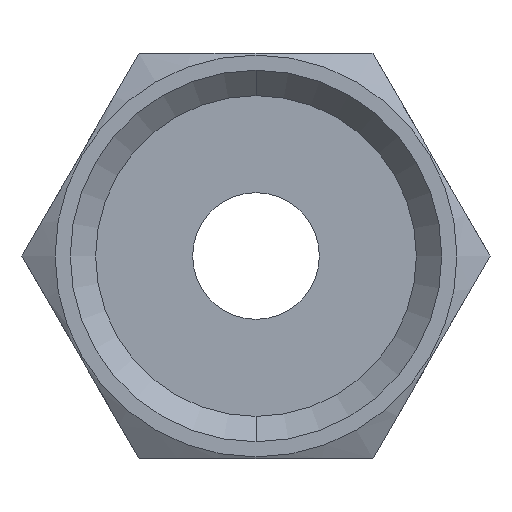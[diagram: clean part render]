
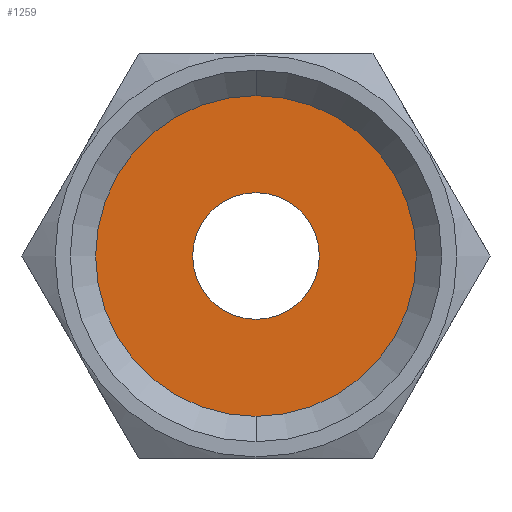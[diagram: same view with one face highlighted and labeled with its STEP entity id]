
A CAD part, front view. The second image highlights one B-rep face of the part: STEP entity #1259.
In plain terms, the highlighted planar face has unit normal (0, -1, 0).
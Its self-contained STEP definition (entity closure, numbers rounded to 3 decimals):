
#91 = CIRCLE ( 'NONE', #94, 9.5 ) ;
#94 = AXIS2_PLACEMENT_3D ( 'NONE', #306, #305, #304 ) ;
#124 = CIRCLE ( 'NONE', #136, 9.5 ) ;
#136 = AXIS2_PLACEMENT_3D ( 'NONE', #498, #497, #496 ) ;
#143 = CIRCLE ( 'NONE', #149, 3.75 ) ;
#149 = AXIS2_PLACEMENT_3D ( 'NONE', #693, #692, #691 ) ;
#173 = AXIS2_PLACEMENT_3D ( 'NONE', #642, #641, #639 ) ;
#176 = CIRCLE ( 'NONE', #178, 3.75 ) ;
#178 = AXIS2_PLACEMENT_3D ( 'NONE', #635, #634, #632 ) ;
#304 = DIRECTION ( 'NONE',  ( 0., 0., -1. ) ) ;
#305 = DIRECTION ( 'NONE',  ( 0., -1., 0. ) ) ;
#306 = CARTESIAN_POINT ( 'NONE',  ( 0., 14., 0. ) ) ;
#453 = CARTESIAN_POINT ( 'NONE',  ( 0., 14., -9.5 ) ) ;
#455 = CARTESIAN_POINT ( 'NONE',  ( 0., 14., -3.75 ) ) ;
#456 = CARTESIAN_POINT ( 'NONE',  ( 0., 14., 3.75 ) ) ;
#458 = CARTESIAN_POINT ( 'NONE',  ( 0., 14., 9.5 ) ) ;
#496 = DIRECTION ( 'NONE',  ( 0., 0., -1. ) ) ;
#497 = DIRECTION ( 'NONE',  ( 0., -1., 0. ) ) ;
#498 = CARTESIAN_POINT ( 'NONE',  ( 0., 14., 0. ) ) ;
#632 = DIRECTION ( 'NONE',  ( 0., 0., -1. ) ) ;
#634 = DIRECTION ( 'NONE',  ( 0., -1., 0. ) ) ;
#635 = CARTESIAN_POINT ( 'NONE',  ( 0., 14., 0. ) ) ;
#639 = DIRECTION ( 'NONE',  ( 0., 0., 1. ) ) ;
#641 = DIRECTION ( 'NONE',  ( 0., 1., 0. ) ) ;
#642 = CARTESIAN_POINT ( 'NONE',  ( 3.75, 14., 0. ) ) ;
#643 = PLANE ( 'NONE',  #173 ) ;
#691 = DIRECTION ( 'NONE',  ( 0., 0., -1. ) ) ;
#692 = DIRECTION ( 'NONE',  ( 0., -1., 0. ) ) ;
#693 = CARTESIAN_POINT ( 'NONE',  ( 0., 14., 0. ) ) ;
#766 = VERTEX_POINT ( 'NONE', #458 ) ;
#768 = VERTEX_POINT ( 'NONE', #456 ) ;
#769 = VERTEX_POINT ( 'NONE', #455 ) ;
#771 = VERTEX_POINT ( 'NONE', #453 ) ;
#811 = EDGE_LOOP ( 'NONE', ( #943, #934 ) ) ;
#812 = EDGE_LOOP ( 'NONE', ( #933, #1014 ) ) ;
#933 = ORIENTED_EDGE ( 'NONE', *, *, #1226, .T. ) ;
#934 = ORIENTED_EDGE ( 'NONE', *, *, #1261, .F. ) ;
#943 = ORIENTED_EDGE ( 'NONE', *, *, #1239, .F. ) ;
#1014 = ORIENTED_EDGE ( 'NONE', *, *, #1191, .T. ) ;
#1084 = FACE_BOUND ( 'NONE', #811, .T. ) ;
#1085 = FACE_OUTER_BOUND ( 'NONE', #812, .T. ) ;
#1191 = EDGE_CURVE ( 'NONE', #766, #771, #91, .T. ) ;
#1226 = EDGE_CURVE ( 'NONE', #771, #766, #124, .T. ) ;
#1239 = EDGE_CURVE ( 'NONE', #769, #768, #143, .T. ) ;
#1259 = ADVANCED_FACE ( 'NONE', ( #1084, #1085 ), #643, .F. ) ;
#1261 = EDGE_CURVE ( 'NONE', #768, #769, #176, .T. ) ;
